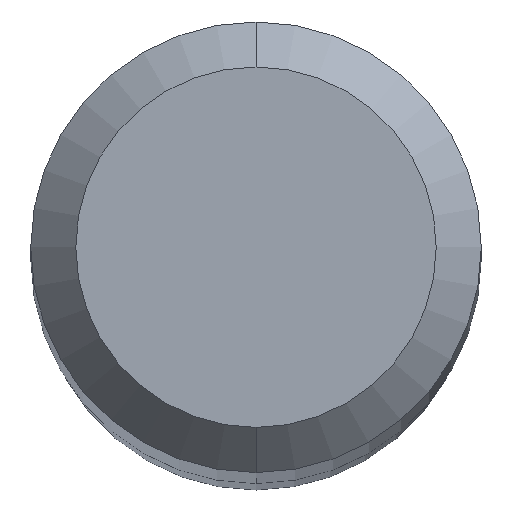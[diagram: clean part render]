
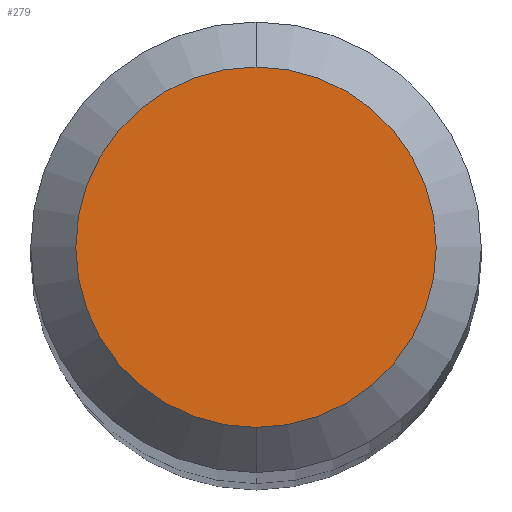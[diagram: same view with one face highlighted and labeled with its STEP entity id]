
A CAD part, top view. The second image highlights one B-rep face of the part: STEP entity #279.
In plain terms, the highlighted planar face has unit normal (0, 0, 1).
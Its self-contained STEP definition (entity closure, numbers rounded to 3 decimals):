
#209=EDGE_CURVE('',#399,#213,#505,.T.);
#213=VERTEX_POINT('',#509);
#279=ADVANCED_FACE('',(#580),#581,.T.);
#325=EDGE_CURVE('',#213,#399,#635,.T.);
#399=VERTEX_POINT('',#714);
#505=CIRCLE('',#882,1.2);
#509=CARTESIAN_POINT('',(0.,-1.2,0.0));
#580=FACE_OUTER_BOUND('',#1034,.T.);
#581=PLANE('',#1035);
#635=CIRCLE('',#1135,1.2);
#714=CARTESIAN_POINT('',(0.0,1.2,0.0));
#882=AXIS2_PLACEMENT_3D('',#1435,#1436,#1437);
#1034=EDGE_LOOP('',(#1502,#1503));
#1035=AXIS2_PLACEMENT_3D('',#1504,#1505,#1506);
#1135=AXIS2_PLACEMENT_3D('',#1584,#1585,#1586);
#1435=CARTESIAN_POINT('',(0.0,0.0,0.0));
#1436=DIRECTION('',(0.0,0.0,-1.0));
#1437=DIRECTION('',(0.0,1.0,0.0));
#1502=ORIENTED_EDGE('',*,*,#209,.F.);
#1503=ORIENTED_EDGE('',*,*,#325,.F.);
#1504=CARTESIAN_POINT('',(0.0,0.6,0.0));
#1505=DIRECTION('',(-0.0,0.0,1.0));
#1506=DIRECTION('',(0.0,-1.0,0.0));
#1584=CARTESIAN_POINT('',(0.0,0.0,0.0));
#1585=DIRECTION('',(0.0,0.0,-1.0));
#1586=DIRECTION('',(0.0,1.0,0.0));
